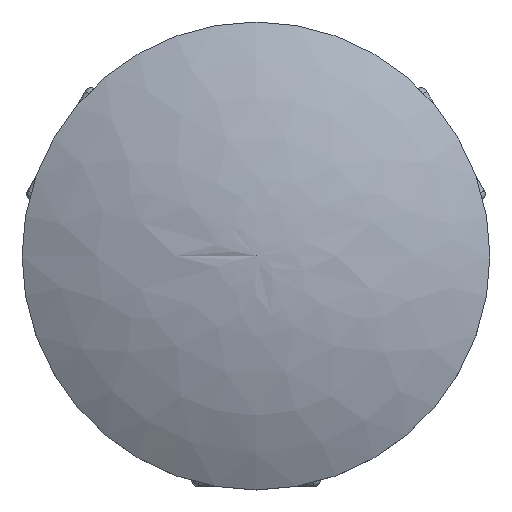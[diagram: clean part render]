
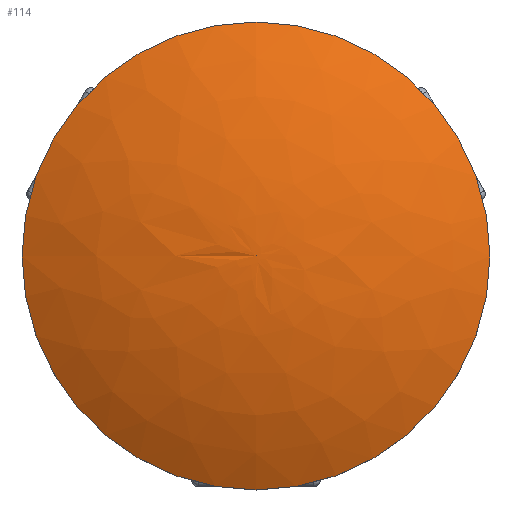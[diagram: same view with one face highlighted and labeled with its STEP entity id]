
A CAD part, top view. The second image highlights one B-rep face of the part: STEP entity #114.
In plain terms, the highlighted free-form (B-spline) face has degree [3, 3] with [4, 7] control points.
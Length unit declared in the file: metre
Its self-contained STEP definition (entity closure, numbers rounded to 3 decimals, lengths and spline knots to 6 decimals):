
#114=ADVANCED_FACE('',(#296,#297),#298,.T.);
#296=FACE_BOUND('',#538,.T.);
#297=FACE_OUTER_BOUND('',#539,.T.);
#298=(B_SPLINE_SURFACE(3,3,((#541,#542,#543,#544,#545,#546,#547),(#548,#549,#550,#551,#552,#553,#554),(#555,#556,#557,#558,#559,#560,#561),(#562,#563,#564,#565,#566,#567,#568)),.UNSPECIFIED.,.F.,.T.,.F.)B_SPLINE_SURFACE_WITH_KNOTS((4,4),(4,3,4),(0.0,6.283185),(-1.56789,-1.325818,-1.083745),.UNSPECIFIED.)RATIONAL_B_SPLINE_SURFACE(((1.0,0.333,0.333,1.0,0.333,0.333,1.0),(0.981,0.327,0.327,0.981,0.327,0.327,0.981),(0.981,0.327,0.327,0.981,0.327,0.327,0.981),(1.0,0.333,0.333,1.0,0.333,0.333,1.0)))BOUNDED_SURFACE()REPRESENTATION_ITEM('')GEOMETRIC_REPRESENTATION_ITEM()SURFACE());
#538=VERTEX_LOOP('',#835);
#539=EDGE_LOOP('',(#836));
#541=CARTESIAN_POINT('',(-0.01,0.0,0.0015));
#542=CARTESIAN_POINT('',(-0.01,0.02,0.0015));
#543=CARTESIAN_POINT('',(0.01,0.02,0.0015));
#544=CARTESIAN_POINT('',(0.01,0.0,0.0015));
#545=CARTESIAN_POINT('',(0.01,-0.02,0.0015));
#546=CARTESIAN_POINT('',(-0.01,-0.02,0.0015));
#547=CARTESIAN_POINT('',(-0.01,0.0,0.0015));
#548=CARTESIAN_POINT('',(-0.006903,0.0,0.00314));
#549=CARTESIAN_POINT('',(-0.006903,0.013807,0.00314));
#550=CARTESIAN_POINT('',(0.006903,0.013807,0.00314));
#551=CARTESIAN_POINT('',(0.006903,0.0,0.00314));
#552=CARTESIAN_POINT('',(0.006903,-0.013807,0.00314));
#553=CARTESIAN_POINT('',(-0.006903,-0.013807,0.00314));
#554=CARTESIAN_POINT('',(-0.006903,0.0,0.00314));
#555=CARTESIAN_POINT('',(-0.003504,0.0,0.00399));
#556=CARTESIAN_POINT('',(-0.003504,0.007008,0.00399));
#557=CARTESIAN_POINT('',(0.003504,0.007008,0.00399));
#558=CARTESIAN_POINT('',(0.003504,0.0,0.00399));
#559=CARTESIAN_POINT('',(0.003504,-0.007008,0.00399));
#560=CARTESIAN_POINT('',(-0.003504,-0.007008,0.00399));
#561=CARTESIAN_POINT('',(-0.003504,0.0,0.00399));
#562=CARTESIAN_POINT('',(0.,0.0,0.004));
#563=CARTESIAN_POINT('',(0.,0.,0.004));
#564=CARTESIAN_POINT('',(0.,0.,0.004));
#565=CARTESIAN_POINT('',(0.,0.0,0.004));
#566=CARTESIAN_POINT('',(0.,0.,0.004));
#567=CARTESIAN_POINT('',(0.,0.,0.004));
#568=CARTESIAN_POINT('',(0.,0.0,0.004));
#835=VERTEX_POINT('',#1401);
#836=ORIENTED_EDGE('',*,*,#1399,.F.);
#1399=EDGE_CURVE('',#1646,#1646,#1647,.T.);
#1401=CARTESIAN_POINT('',(0.0,0.0,0.004));
#1646=VERTEX_POINT('',#1968);
#1647=CIRCLE('',#1969,0.01);
#1968=CARTESIAN_POINT('',(-0.01,0.0,0.0015));
#1969=AXIS2_PLACEMENT_3D('',#2369,#2370,#2371);
#2369=CARTESIAN_POINT('',(0.0,0.0,0.0015));
#2370=DIRECTION('',(-0.0,0.0,-1.0));
#2371=DIRECTION('',(-1.0,0.0,0.0));
